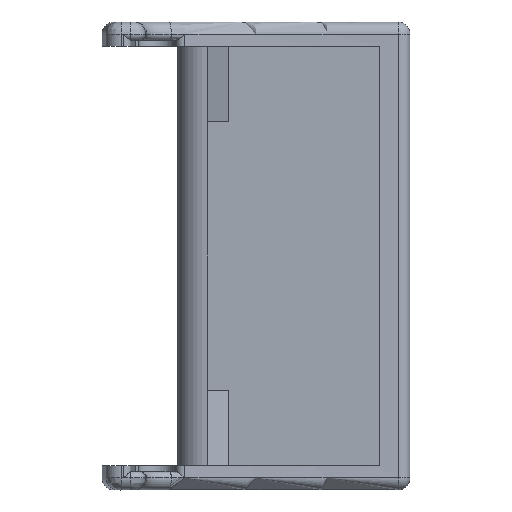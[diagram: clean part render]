
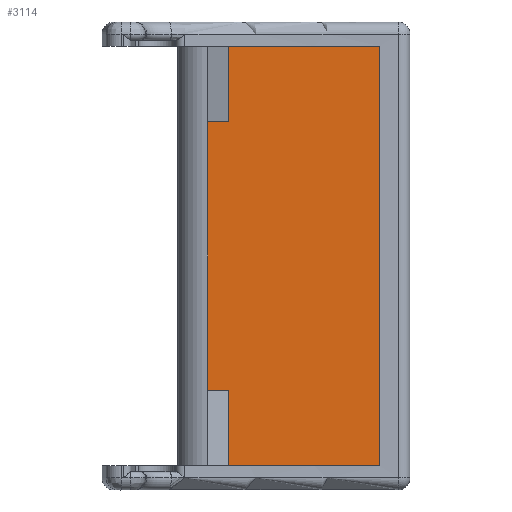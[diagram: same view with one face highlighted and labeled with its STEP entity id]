
A CAD part, front view. The second image highlights one B-rep face of the part: STEP entity #3114.
In plain terms, the highlighted planar face has unit normal (0, -1, 0).
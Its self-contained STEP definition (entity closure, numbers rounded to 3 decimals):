
#1998=CARTESIAN_POINT('',(7.4,-0.94,0.0));
#1999=VERTEX_POINT('',#1998);
#2007=CARTESIAN_POINT('',(7.4,-0.94,-13.9));
#2008=VERTEX_POINT('',#2007);
#2009=CARTESIAN_POINT('',(7.4,-0.94,-13.9));
#2010=DIRECTION('',(0.0,0.0,1.0));
#2011=VECTOR('',#2010,13.9);
#2012=LINE('',#2009,#2011);
#2013=EDGE_CURVE('',#2008,#1999,#2012,.T.);
#2166=CARTESIAN_POINT('',(2.4,-0.94,-13.9));
#2167=VERTEX_POINT('',#2166);
#2168=CARTESIAN_POINT('',(2.4,-0.94,-13.9));
#2169=DIRECTION('',(1.0,0.0,0.0));
#2170=VECTOR('',#2169,5.);
#2171=LINE('',#2168,#2170);
#2172=EDGE_CURVE('',#2167,#2008,#2171,.T.);
#2716=CARTESIAN_POINT('',(2.4,-0.94,0.0));
#2717=VERTEX_POINT('',#2716);
#2724=CARTESIAN_POINT('',(7.4,-0.94,0.0));
#2725=DIRECTION('',(-1.0,0.0,0.0));
#2726=VECTOR('',#2725,5.);
#2727=LINE('',#2724,#2726);
#2728=EDGE_CURVE('',#1999,#2717,#2727,.T.);
#3066=CARTESIAN_POINT('',(7.4,-0.94,-13.9));
#3067=DIRECTION('',(0.0,1.0,0.0));
#3068=DIRECTION('',(0.0,0.0,1.0));
#3069=AXIS2_PLACEMENT_3D('',#3066,#3067,#3068);
#3070=PLANE('',#3069);
#3071=CARTESIAN_POINT('',(2.4,-0.94,-11.4));
#3072=VERTEX_POINT('',#3071);
#3073=CARTESIAN_POINT('',(1.7,-0.94,-11.4));
#3074=VERTEX_POINT('',#3073);
#3075=CARTESIAN_POINT('',(2.4,-0.94,-11.4));
#3076=DIRECTION('',(-1.0,0.0,0.0));
#3077=VECTOR('',#3076,0.7);
#3078=LINE('',#3075,#3077);
#3079=EDGE_CURVE('',#3072,#3074,#3078,.T.);
#3080=ORIENTED_EDGE('',*,*,#3079,.F.);
#3081=CARTESIAN_POINT('',(2.4,-0.94,-13.9));
#3082=DIRECTION('',(0.0,0.0,1.0));
#3083=VECTOR('',#3082,2.5);
#3084=LINE('',#3081,#3083);
#3085=EDGE_CURVE('',#2167,#3072,#3084,.T.);
#3086=ORIENTED_EDGE('',*,*,#3085,.F.);
#3087=ORIENTED_EDGE('',*,*,#2172,.T.);
#3088=ORIENTED_EDGE('',*,*,#2013,.T.);
#3089=ORIENTED_EDGE('',*,*,#2728,.T.);
#3090=CARTESIAN_POINT('',(2.4,-0.94,-2.5));
#3091=VERTEX_POINT('',#3090);
#3092=CARTESIAN_POINT('',(2.4,-0.94,-2.5));
#3093=DIRECTION('',(0.0,0.0,1.0));
#3094=VECTOR('',#3093,2.5);
#3095=LINE('',#3092,#3094);
#3096=EDGE_CURVE('',#3091,#2717,#3095,.T.);
#3097=ORIENTED_EDGE('',*,*,#3096,.F.);
#3098=CARTESIAN_POINT('',(1.7,-0.94,-2.5));
#3099=VERTEX_POINT('',#3098);
#3100=CARTESIAN_POINT('',(2.4,-0.94,-2.5));
#3101=DIRECTION('',(-1.0,0.0,0.0));
#3102=VECTOR('',#3101,0.7);
#3103=LINE('',#3100,#3102);
#3104=EDGE_CURVE('',#3091,#3099,#3103,.T.);
#3105=ORIENTED_EDGE('',*,*,#3104,.T.);
#3106=CARTESIAN_POINT('',(1.7,-0.94,-11.4));
#3107=DIRECTION('',(0.0,0.0,1.0));
#3108=VECTOR('',#3107,8.9);
#3109=LINE('',#3106,#3108);
#3110=EDGE_CURVE('',#3074,#3099,#3109,.T.);
#3111=ORIENTED_EDGE('',*,*,#3110,.F.);
#3112=EDGE_LOOP('',(#3080,#3086,#3087,#3088,#3089,#3097,#3105,#3111));
#3113=FACE_OUTER_BOUND('',#3112,.T.);
#3114=ADVANCED_FACE('',(#3113),#3070,.F.);
